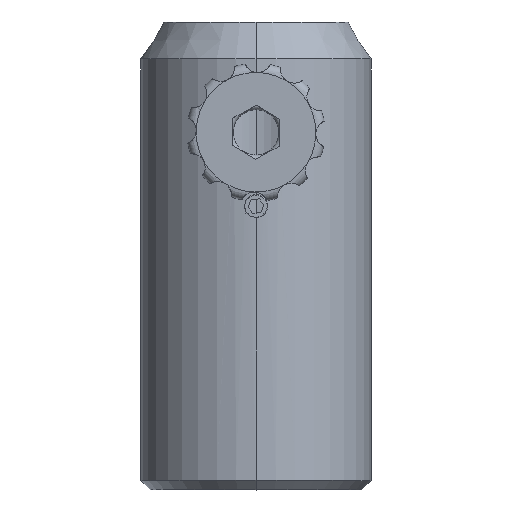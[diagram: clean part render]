
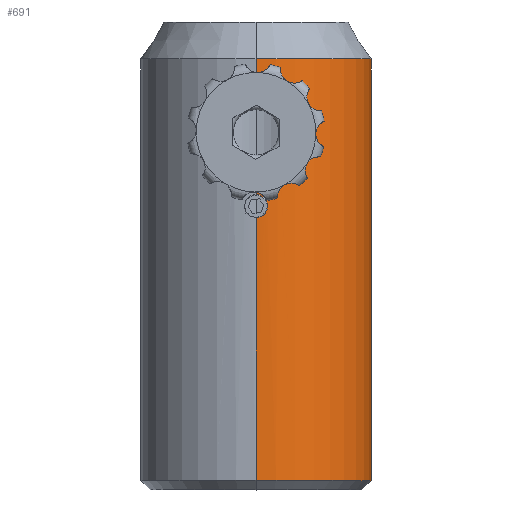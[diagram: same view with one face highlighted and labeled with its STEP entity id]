
A CAD part, top view. The second image highlights one B-rep face of the part: STEP entity #691.
In plain terms, the highlighted cylindrical face has radius 12.5 mm (diameter 25 mm), a partial arc.
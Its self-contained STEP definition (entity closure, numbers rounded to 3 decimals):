
#4 = CARTESIAN_POINT ( 'NONE',  ( 0., 37.072, 0. ) ) ;
#5 = ORIENTED_EDGE ( 'NONE', *, *, #1206, .T. ) ;
#84 = CARTESIAN_POINT ( 'NONE',  ( 0.807, 26.7, 12.475 ) ) ;
#102 = CARTESIAN_POINT ( 'NONE',  ( 0., 37.072, 12.5 ) ) ;
#142 = CARTESIAN_POINT ( 'NONE',  ( 0., -19.865, 12.5 ) ) ;
#208 = VERTEX_POINT ( 'NONE', #2983 ) ;
#243 = DIRECTION ( 'NONE',  ( 0., -1., 0. ) ) ;
#252 = CARTESIAN_POINT ( 'NONE',  ( 1.092, 20.441, 12.452 ) ) ;
#278 = CIRCLE ( 'NONE', #3638, 12.5 ) ;
#282 = B_SPLINE_CURVE_WITH_KNOTS ( 'NONE', 3,
 ( #1020, #3592, #1271, #3010, #3295, #2171, #3275, #472, #1561, #1574, #445, #3018, #1842, #1831, #1299, #1585, #3580, #3308, #1595, #2182, #3639, #3231, #2257, #2004, #2936, #84, #2546, #1699, #2261, #1985 ),
 .UNSPECIFIED., .F., .F.,
 ( 4, 2, 2, 2, 2, 2, 2, 2, 2, 2, 2, 2, 2, 2, 4 ),
 ( 0.012, 0.012, 0.013, 0.013, 0.014, 0.015, 0.015, 0.016, 0.016, 0.017, 0.017, 0.018, 0.019, 0.019, 0.02 ),
 .UNSPECIFIED. ) ;
#291 = CARTESIAN_POINT ( 'NONE',  ( 0., 31.572, 12.5 ) ) ;
#304 = CARTESIAN_POINT ( 'NONE',  ( 0., 22.322, 12.5 ) ) ;
#308 = DIRECTION ( 'NONE',  ( 0., -1., 0. ) ) ;
#407 = FACE_OUTER_BOUND ( 'NONE', #3578, .T. ) ;
#443 = B_SPLINE_CURVE_WITH_KNOTS ( 'NONE', 3,
 ( #1361, #1919, #792, #252, #2230, #2221, #2775, #1071, #540, #3636 ),
 .UNSPECIFIED., .F., .F.,
 ( 4, 2, 2, 2, 4 ),
 ( 0., 0., 0.001, 0.001, 0.002 ),
 .UNSPECIFIED. ) ;
#445 = CARTESIAN_POINT ( 'NONE',  ( 2.184, 30.332, 12.308 ) ) ;
#472 = CARTESIAN_POINT ( 'NONE',  ( 1.525, 31.059, 12.407 ) ) ;
#534 = ORIENTED_EDGE ( 'NONE', *, *, #1799, .T. ) ;
#540 = CARTESIAN_POINT ( 'NONE',  ( 0.163, 19.822, 12.5 ) ) ;
#559 = ORIENTED_EDGE ( 'NONE', *, *, #1983, .F. ) ;
#571 = CYLINDRICAL_SURFACE ( 'NONE', #1691, 12.5 ) ;
#604 = VERTEX_POINT ( 'NONE', #102 ) ;
#622 = CARTESIAN_POINT ( 'NONE',  ( 0.999, 21.841, 12.461 ) ) ;
#623 = CARTESIAN_POINT ( 'NONE',  ( 0., 22.322, 12.5 ) ) ;
#691 = ADVANCED_FACE ( 'NONE', ( #407 ), #571, .T. ) ;
#765 = DIRECTION ( 'NONE',  ( 0., 0., -1. ) ) ;
#768 = VERTEX_POINT ( 'NONE', #2249 ) ;
#773 = ORIENTED_EDGE ( 'NONE', *, *, #1647, .F. ) ;
#779 = B_SPLINE_CURVE_WITH_KNOTS ( 'NONE', 3,
 ( #304, #1176, #1758, #2027, #878, #622, #2876, #2050, #2012, #1161 ),
 .UNSPECIFIED., .F., .F.,
 ( 4, 2, 2, 2, 4 ),
 ( 0.006, 0.006, 0.007, 0.007, 0.008 ),
 .UNSPECIFIED. ) ;
#792 = CARTESIAN_POINT ( 'NONE',  ( 1.217, 20.744, 12.441 ) ) ;
#878 = CARTESIAN_POINT ( 'NONE',  ( 0.768, 22.071, 12.477 ) ) ;
#1020 = CARTESIAN_POINT ( 'NONE',  ( 0., 31.572, 12.5 ) ) ;
#1034 = VECTOR ( 'NONE', #1940, 1000. ) ;
#1071 = CARTESIAN_POINT ( 'NONE',  ( 0.328, 19.855, 12.497 ) ) ;
#1087 = CARTESIAN_POINT ( 'NONE',  ( 0., 26.572, 12.5 ) ) ;
#1090 = CARTESIAN_POINT ( 'NONE',  ( 0., -8.728, 12.5 ) ) ;
#1161 = CARTESIAN_POINT ( 'NONE',  ( 1.25, 21.072, 12.437 ) ) ;
#1167 = VERTEX_POINT ( 'NONE', #3066 ) ;
#1176 = CARTESIAN_POINT ( 'NONE',  ( 0.165, 22.322, 12.5 ) ) ;
#1206 = EDGE_CURVE ( 'NONE', #2628, #1891, #1611, .T. ) ;
#1221 = EDGE_CURVE ( 'NONE', #768, #3092, #443, .T. ) ;
#1271 = CARTESIAN_POINT ( 'NONE',  ( 0.328, 31.556, 12.497 ) ) ;
#1287 = LINE ( 'NONE', #142, #1950 ) ;
#1299 = CARTESIAN_POINT ( 'NONE',  ( 2.5, 29.236, 12.247 ) ) ;
#1341 = ORIENTED_EDGE ( 'NONE', *, *, #2427, .T. ) ;
#1361 = CARTESIAN_POINT ( 'NONE',  ( 1.25, 21.072, 12.437 ) ) ;
#1371 = CIRCLE ( 'NONE', #3279, 12.5 ) ;
#1469 = VECTOR ( 'NONE', #2518, 1000. ) ;
#1515 = CARTESIAN_POINT ( 'NONE',  ( 0., -19.865, -12.5 ) ) ;
#1561 = CARTESIAN_POINT ( 'NONE',  ( 1.653, 30.954, 12.391 ) ) ;
#1574 = CARTESIAN_POINT ( 'NONE',  ( 1.997, 30.61, 12.342 ) ) ;
#1585 = CARTESIAN_POINT ( 'NONE',  ( 2.5, 28.905, 12.247 ) ) ;
#1595 = CARTESIAN_POINT ( 'NONE',  ( 2.371, 28.263, 12.273 ) ) ;
#1611 = LINE ( 'NONE', #2805, #1034 ) ;
#1629 = EDGE_CURVE ( 'NONE', #3516, #2628, #282, .T. ) ;
#1641 = LINE ( 'NONE', #1642, #1469 ) ;
#1642 = CARTESIAN_POINT ( 'NONE',  ( 0., -19.865, 12.5 ) ) ;
#1647 = EDGE_CURVE ( 'NONE', #208, #2290, #1371, .T. ) ;
#1691 = AXIS2_PLACEMENT_3D ( 'NONE', #3599, #2467, #765 ) ;
#1699 = CARTESIAN_POINT ( 'NONE',  ( 0.326, 26.588, 12.497 ) ) ;
#1758 = CARTESIAN_POINT ( 'NONE',  ( 0.327, 22.289, 12.497 ) ) ;
#1775 = EDGE_CURVE ( 'NONE', #1167, #604, #278, .T. ) ;
#1799 = EDGE_CURVE ( 'NONE', #604, #3516, #1641, .T. ) ;
#1830 = LINE ( 'NONE', #1515, #2327 ) ;
#1831 = CARTESIAN_POINT ( 'NONE',  ( 2.484, 29.399, 12.251 ) ) ;
#1842 = CARTESIAN_POINT ( 'NONE',  ( 2.42, 29.722, 12.264 ) ) ;
#1844 = DIRECTION ( 'NONE',  ( 0., -1., 0. ) ) ;
#1891 = VERTEX_POINT ( 'NONE', #623 ) ;
#1919 = CARTESIAN_POINT ( 'NONE',  ( 1.25, 20.906, 12.437 ) ) ;
#1940 = DIRECTION ( 'NONE',  ( 0., -1., 0. ) ) ;
#1950 = VECTOR ( 'NONE', #1844, 1000. ) ;
#1983 = EDGE_CURVE ( 'NONE', #1167, #208, #1830, .T. ) ;
#1985 = CARTESIAN_POINT ( 'NONE',  ( 0., 26.572, 12.5 ) ) ;
#1997 = CARTESIAN_POINT ( 'NONE',  ( 0., -8.728, 0. ) ) ;
#2004 = CARTESIAN_POINT ( 'NONE',  ( 1.536, 27.073, 12.407 ) ) ;
#2012 = CARTESIAN_POINT ( 'NONE',  ( 1.25, 21.237, 12.437 ) ) ;
#2027 = CARTESIAN_POINT ( 'NONE',  ( 0.63, 22.164, 12.485 ) ) ;
#2050 = CARTESIAN_POINT ( 'NONE',  ( 1.217, 21.401, 12.441 ) ) ;
#2171 = CARTESIAN_POINT ( 'NONE',  ( 1.109, 31.318, 12.452 ) ) ;
#2182 = CARTESIAN_POINT ( 'NONE',  ( 2.245, 27.96, 12.297 ) ) ;
#2221 = CARTESIAN_POINT ( 'NONE',  ( 0.768, 20.072, 12.477 ) ) ;
#2230 = CARTESIAN_POINT ( 'NONE',  ( 0.999, 20.303, 12.461 ) ) ;
#2249 = CARTESIAN_POINT ( 'NONE',  ( 1.25, 21.072, 12.437 ) ) ;
#2257 = CARTESIAN_POINT ( 'NONE',  ( 1.882, 27.418, 12.358 ) ) ;
#2258 = DIRECTION ( 'NONE',  ( 0., 0., -1. ) ) ;
#2261 = CARTESIAN_POINT ( 'NONE',  ( 0.164, 26.572, 12.5 ) ) ;
#2290 = VERTEX_POINT ( 'NONE', #1090 ) ;
#2295 = ORIENTED_EDGE ( 'NONE', *, *, #1221, .T. ) ;
#2327 = VECTOR ( 'NONE', #2914, 1000. ) ;
#2387 = ORIENTED_EDGE ( 'NONE', *, *, #1629, .T. ) ;
#2411 = CARTESIAN_POINT ( 'NONE',  ( 0., 19.822, 12.5 ) ) ;
#2427 = EDGE_CURVE ( 'NONE', #3092, #2290, #1287, .T. ) ;
#2467 = DIRECTION ( 'NONE',  ( 0., -1., 0. ) ) ;
#2518 = DIRECTION ( 'NONE',  ( 0., -1., 0. ) ) ;
#2546 = CARTESIAN_POINT ( 'NONE',  ( 0.649, 26.652, 12.484 ) ) ;
#2628 = VERTEX_POINT ( 'NONE', #1087 ) ;
#2775 = CARTESIAN_POINT ( 'NONE',  ( 0.629, 19.979, 12.485 ) ) ;
#2805 = CARTESIAN_POINT ( 'NONE',  ( 0., -19.865, 12.5 ) ) ;
#2847 = DIRECTION ( 'NONE',  ( 0., 0., -1. ) ) ;
#2876 = CARTESIAN_POINT ( 'NONE',  ( 1.092, 21.702, 12.452 ) ) ;
#2893 = ORIENTED_EDGE ( 'NONE', *, *, #1775, .T. ) ;
#2914 = DIRECTION ( 'NONE',  ( 0., -1., 0. ) ) ;
#2936 = CARTESIAN_POINT ( 'NONE',  ( 1.258, 26.887, 12.44 ) ) ;
#2983 = CARTESIAN_POINT ( 'NONE',  ( 0., -8.728, -12.5 ) ) ;
#3010 = CARTESIAN_POINT ( 'NONE',  ( 0.648, 31.492, 12.484 ) ) ;
#3018 = CARTESIAN_POINT ( 'NONE',  ( 2.371, 29.881, 12.273 ) ) ;
#3066 = CARTESIAN_POINT ( 'NONE',  ( 0., 37.072, -12.5 ) ) ;
#3092 = VERTEX_POINT ( 'NONE', #2411 ) ;
#3231 = CARTESIAN_POINT ( 'NONE',  ( 1.987, 27.546, 12.341 ) ) ;
#3275 = CARTESIAN_POINT ( 'NONE',  ( 1.253, 31.241, 12.438 ) ) ;
#3279 = AXIS2_PLACEMENT_3D ( 'NONE', #1997, #308, #2847 ) ;
#3295 = CARTESIAN_POINT ( 'NONE',  ( 0.807, 31.443, 12.475 ) ) ;
#3308 = CARTESIAN_POINT ( 'NONE',  ( 2.42, 28.422, 12.264 ) ) ;
#3516 = VERTEX_POINT ( 'NONE', #291 ) ;
#3571 = EDGE_CURVE ( 'NONE', #1891, #768, #779, .T. ) ;
#3575 = ORIENTED_EDGE ( 'NONE', *, *, #3571, .T. ) ;
#3578 = EDGE_LOOP ( 'NONE', ( #2893, #534, #2387, #5, #3575, #2295, #1341, #773, #559 ) ) ;
#3580 = CARTESIAN_POINT ( 'NONE',  ( 2.483, 28.742, 12.251 ) ) ;
#3592 = CARTESIAN_POINT ( 'NONE',  ( 0.165, 31.572, 12.5 ) ) ;
#3599 = CARTESIAN_POINT ( 'NONE',  ( 0., -19.865, 0. ) ) ;
#3636 = CARTESIAN_POINT ( 'NONE',  ( 0., 19.822, 12.5 ) ) ;
#3638 = AXIS2_PLACEMENT_3D ( 'NONE', #4, #243, #2258 ) ;
#3639 = CARTESIAN_POINT ( 'NONE',  ( 2.168, 27.817, 12.311 ) ) ;
